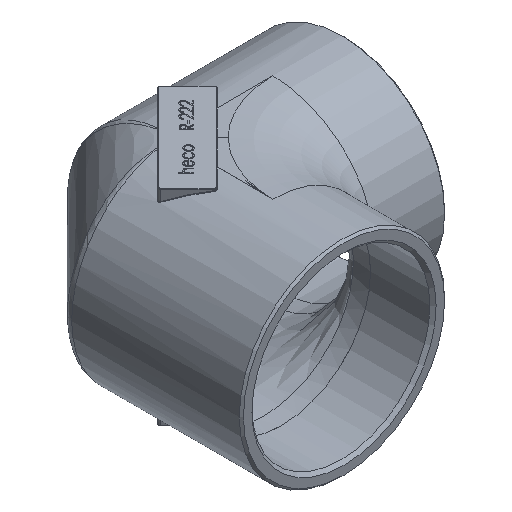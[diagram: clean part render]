
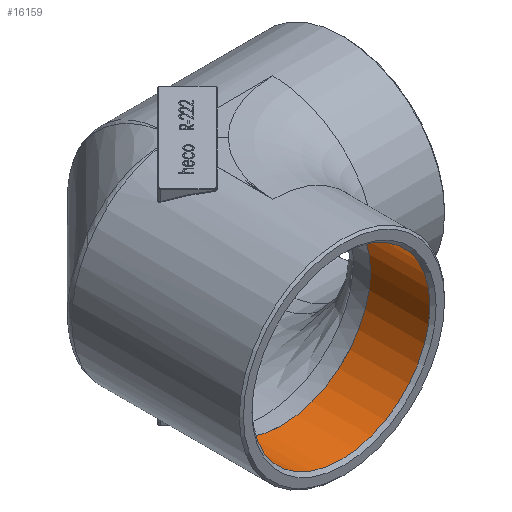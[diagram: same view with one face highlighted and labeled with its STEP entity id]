
A CAD part, isometric view. The second image highlights one B-rep face of the part: STEP entity #16159.
In plain terms, the highlighted cylindrical face has radius 42.463 mm (diameter 84.926 mm), a full revolution.
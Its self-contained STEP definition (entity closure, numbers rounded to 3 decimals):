
#723 = CARTESIAN_POINT ( 'NONE',  ( 0., -5.637, 0. ) ) ;
#1981 = CARTESIAN_POINT ( 'NONE',  ( 0., 29.8, 0. ) ) ;
#2207 = DIRECTION ( 'NONE',  ( 0., -1., 0. ) ) ;
#2434 = DIRECTION ( 'NONE',  ( 0., -1., 0. ) ) ;
#3072 = CIRCLE ( 'NONE', #8542, 42.463 ) ;
#3818 = VERTEX_POINT ( 'NONE', #10674 ) ;
#3915 = DIRECTION ( 'NONE',  ( 0., 0., -1. ) ) ;
#3932 = DIRECTION ( 'NONE',  ( 0., 0., -1. ) ) ;
#4999 = DIRECTION ( 'NONE',  ( 0., 0., -1. ) ) ;
#8052 = EDGE_CURVE ( 'NONE', #20106, #20106, #3072, .T. ) ;
#8542 = AXIS2_PLACEMENT_3D ( 'NONE', #1981, #2207, #3915 ) ;
#8732 = CARTESIAN_POINT ( 'NONE',  ( 0., 29.8, -42.463 ) ) ;
#10193 = EDGE_CURVE ( 'NONE', #3818, #3818, #16811, .T. ) ;
#10238 = FACE_OUTER_BOUND ( 'NONE', #16666, .T. ) ;
#10674 = CARTESIAN_POINT ( 'NONE',  ( 0., 1.479, -42.463 ) ) ;
#13149 = CARTESIAN_POINT ( 'NONE',  ( 0., 1.479, 0. ) ) ;
#15457 = ORIENTED_EDGE ( 'NONE', *, *, #10193, .T. ) ;
#16159 = ADVANCED_FACE ( 'NONE', ( #10238, #16799 ), #17113, .F. ) ;
#16666 = EDGE_LOOP ( 'NONE', ( #15457 ) ) ;
#16799 = FACE_OUTER_BOUND ( 'NONE', #20416, .T. ) ;
#16811 = CIRCLE ( 'NONE', #17149, 42.463 ) ;
#17113 = CYLINDRICAL_SURFACE ( 'NONE', #20868, 42.463 ) ;
#17149 = AXIS2_PLACEMENT_3D ( 'NONE', #13149, #19912, #4999 ) ;
#19912 = DIRECTION ( 'NONE',  ( 0., -1., 0. ) ) ;
#20064 = ORIENTED_EDGE ( 'NONE', *, *, #8052, .F. ) ;
#20106 = VERTEX_POINT ( 'NONE', #8732 ) ;
#20416 = EDGE_LOOP ( 'NONE', ( #20064 ) ) ;
#20868 = AXIS2_PLACEMENT_3D ( 'NONE', #723, #2434, #3932 ) ;
